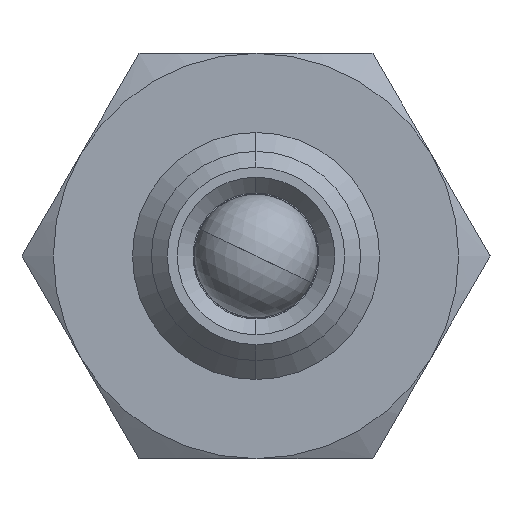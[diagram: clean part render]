
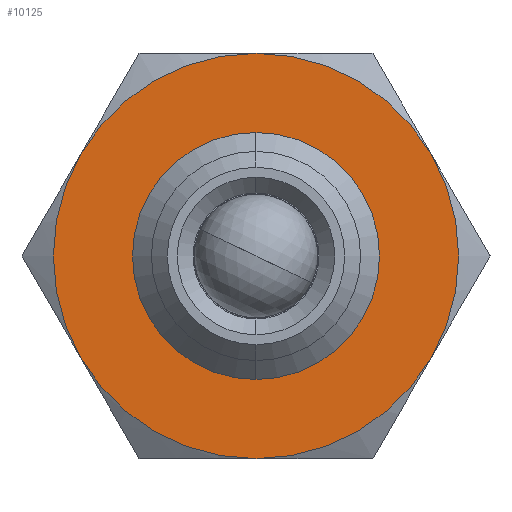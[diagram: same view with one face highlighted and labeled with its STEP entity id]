
A CAD part, left-side view. The second image highlights one B-rep face of the part: STEP entity #10125.
In plain terms, the highlighted face is planar.
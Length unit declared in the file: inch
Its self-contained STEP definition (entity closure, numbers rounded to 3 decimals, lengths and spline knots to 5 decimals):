
#1271 = AXIS2_PLACEMENT_3D ( 'NONE', #6624, #6622, #6629 ) ;
#4823 = CARTESIAN_POINT ( 'NONE',  ( 0.25591, 0., -0.15748 ) ) ;
#4840 = CARTESIAN_POINT ( 'NONE',  ( -0.13386, 0., -0.15748 ) ) ;
#4842 = CARTESIAN_POINT ( 'NONE',  ( 0.13386, 0., -0.15748 ) ) ;
#4868 = CARTESIAN_POINT ( 'NONE',  ( -0.25591, 0., -0.15748 ) ) ;
#4881 = CARTESIAN_POINT ( 'NONE',  ( -0.12795, 0.22162, -0.15748 ) ) ;
#4886 = CARTESIAN_POINT ( 'NONE',  ( 0.12795, -0.22162, -0.15748 ) ) ;
#4891 = CARTESIAN_POINT ( 'NONE',  ( 0.12795, 0.22162, -0.15748 ) ) ;
#4893 = CARTESIAN_POINT ( 'NONE',  ( -0.12795, -0.22162, -0.15748 ) ) ;
#6620 = FACE_BOUND ( 'NONE', #22625, .T. ) ;
#6622 = DIRECTION ( 'NONE',  ( 0., 0., -1. ) ) ;
#6624 = CARTESIAN_POINT ( 'NONE',  ( 0., 0.29549, -0.15748 ) ) ;
#6625 = FACE_OUTER_BOUND ( 'NONE', #22657, .T. ) ;
#6627 = PLANE ( 'NONE',  #1271 ) ;
#6629 = DIRECTION ( 'NONE',  ( -1., 0., 0. ) ) ;
#10125 = ADVANCED_FACE ( 'NONE', ( #6625, #6620 ), #6627, .T. ) ;
#10483 = EDGE_CURVE ( 'NONE', #16519, #16547, #14068, .T. ) ;
#10485 = EDGE_CURVE ( 'NONE', #16533, #16519, #14074, .T. ) ;
#10496 = EDGE_CURVE ( 'NONE', #16488, #16490, #14078, .T. ) ;
#10513 = EDGE_CURVE ( 'NONE', #16544, #16533, #14103, .T. ) ;
#10514 = EDGE_CURVE ( 'NONE', #16471, #16544, #14105, .T. ) ;
#10515 = EDGE_CURVE ( 'NONE', #16538, #16471, #14107, .T. ) ;
#10516 = EDGE_CURVE ( 'NONE', #16547, #16538, #14109, .T. ) ;
#10517 = EDGE_CURVE ( 'NONE', #16490, #16488, #14111, .T. ) ;
#14068 = CIRCLE ( 'NONE', #14073, 0.25591 ) ;
#14073 = AXIS2_PLACEMENT_3D ( 'NONE', #20587, #20588, #20589 ) ;
#14074 = CIRCLE ( 'NONE', #14077, 0.25591 ) ;
#14077 = AXIS2_PLACEMENT_3D ( 'NONE', #20596, #20597, #20598 ) ;
#14078 = CIRCLE ( 'NONE', #14083, 0.13386 ) ;
#14083 = AXIS2_PLACEMENT_3D ( 'NONE', #20652, #20653, #20654 ) ;
#14103 = CIRCLE ( 'NONE', #14106, 0.25591 ) ;
#14105 = CIRCLE ( 'NONE', #14108, 0.25591 ) ;
#14106 = AXIS2_PLACEMENT_3D ( 'NONE', #20710, #20711, #20712 ) ;
#14107 = CIRCLE ( 'NONE', #14110, 0.25591 ) ;
#14108 = AXIS2_PLACEMENT_3D ( 'NONE', #20713, #20714, #20715 ) ;
#14109 = CIRCLE ( 'NONE', #14112, 0.25591 ) ;
#14110 = AXIS2_PLACEMENT_3D ( 'NONE', #20716, #20717, #20718 ) ;
#14111 = CIRCLE ( 'NONE', #14114, 0.13386 ) ;
#14112 = AXIS2_PLACEMENT_3D ( 'NONE', #20719, #20720, #20721 ) ;
#14114 = AXIS2_PLACEMENT_3D ( 'NONE', #20724, #20725, #20726 ) ;
#16471 = VERTEX_POINT ( 'NONE', #4823 ) ;
#16488 = VERTEX_POINT ( 'NONE', #4840 ) ;
#16490 = VERTEX_POINT ( 'NONE', #4842 ) ;
#16519 = VERTEX_POINT ( 'NONE', #4868 ) ;
#16533 = VERTEX_POINT ( 'NONE', #4881 ) ;
#16538 = VERTEX_POINT ( 'NONE', #4886 ) ;
#16544 = VERTEX_POINT ( 'NONE', #4891 ) ;
#16547 = VERTEX_POINT ( 'NONE', #4893 ) ;
#20587 = CARTESIAN_POINT ( 'NONE',  ( 0., 0., -0.15748 ) ) ;
#20588 = DIRECTION ( 'NONE',  ( 0., 0., 1. ) ) ;
#20589 = DIRECTION ( 'NONE',  ( -1., 0., 0. ) ) ;
#20596 = CARTESIAN_POINT ( 'NONE',  ( 0., 0., -0.15748 ) ) ;
#20597 = DIRECTION ( 'NONE',  ( 0., 0., 1. ) ) ;
#20598 = DIRECTION ( 'NONE',  ( -1., 0., 0. ) ) ;
#20652 = CARTESIAN_POINT ( 'NONE',  ( 0., 0., -0.15748 ) ) ;
#20653 = DIRECTION ( 'NONE',  ( 0., 0., 1. ) ) ;
#20654 = DIRECTION ( 'NONE',  ( 1., 0., 0. ) ) ;
#20710 = CARTESIAN_POINT ( 'NONE',  ( 0., 0., -0.15748 ) ) ;
#20711 = DIRECTION ( 'NONE',  ( 0., 0., 1. ) ) ;
#20712 = DIRECTION ( 'NONE',  ( -1., 0., 0. ) ) ;
#20713 = CARTESIAN_POINT ( 'NONE',  ( 0., 0., -0.15748 ) ) ;
#20714 = DIRECTION ( 'NONE',  ( 0., 0., 1. ) ) ;
#20715 = DIRECTION ( 'NONE',  ( 1., 0., 0. ) ) ;
#20716 = CARTESIAN_POINT ( 'NONE',  ( 0., 0., -0.15748 ) ) ;
#20717 = DIRECTION ( 'NONE',  ( 0., 0., 1. ) ) ;
#20718 = DIRECTION ( 'NONE',  ( -1., 0., 0. ) ) ;
#20719 = CARTESIAN_POINT ( 'NONE',  ( 0., 0., -0.15748 ) ) ;
#20720 = DIRECTION ( 'NONE',  ( 0., 0., 1. ) ) ;
#20721 = DIRECTION ( 'NONE',  ( -1., 0., 0. ) ) ;
#20724 = CARTESIAN_POINT ( 'NONE',  ( 0., 0., -0.15748 ) ) ;
#20725 = DIRECTION ( 'NONE',  ( 0., 0., 1. ) ) ;
#20726 = DIRECTION ( 'NONE',  ( 1., 0., 0. ) ) ;
#22625 = EDGE_LOOP ( 'NONE', ( #23054, #23041 ) ) ;
#22657 = EDGE_LOOP ( 'NONE', ( #23097, #23098, #23099, #23100, #23094, #23089 ) ) ;
#23041 = ORIENTED_EDGE ( 'NONE', *, *, #10496, .T. ) ;
#23054 = ORIENTED_EDGE ( 'NONE', *, *, #10517, .T. ) ;
#23089 = ORIENTED_EDGE ( 'NONE', *, *, #10516, .F. ) ;
#23094 = ORIENTED_EDGE ( 'NONE', *, *, #10515, .F. ) ;
#23097 = ORIENTED_EDGE ( 'NONE', *, *, #10483, .F. ) ;
#23098 = ORIENTED_EDGE ( 'NONE', *, *, #10485, .F. ) ;
#23099 = ORIENTED_EDGE ( 'NONE', *, *, #10513, .F. ) ;
#23100 = ORIENTED_EDGE ( 'NONE', *, *, #10514, .F. ) ;
